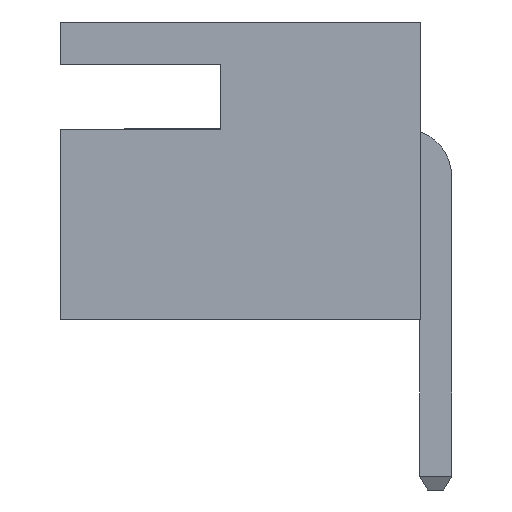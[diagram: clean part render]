
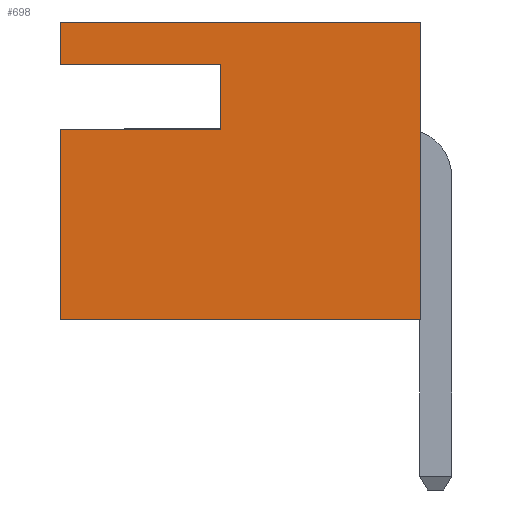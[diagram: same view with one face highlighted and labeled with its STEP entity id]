
A CAD part, left-side view. The second image highlights one B-rep face of the part: STEP entity #698.
In plain terms, the highlighted planar face has unit normal (-1, 0, 0).
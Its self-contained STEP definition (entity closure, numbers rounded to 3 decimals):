
#698=ADVANCED_FACE('',(#1411),#1413,.T.);
#1411=FACE_BOUND('',#1412,.T.);
#1412=EDGE_LOOP('',(#1988,#1989,#1990,#1991,#1992,#1993,#1994,#1995));
#1413=PLANE('',#1414);
#1414=AXIS2_PLACEMENT_3D('',#1415,#1416,#1417);
#1415=CARTESIAN_POINT('',(-2.55,0.,0.));
#1416=DIRECTION('',(-1.,0.,0.));
#1417=DIRECTION('',(0.,0.,-1.));
#1988=ORIENTED_EDGE('',*,*,#2373,.T.);
#1989=ORIENTED_EDGE('',*,*,#2374,.T.);
#1990=ORIENTED_EDGE('',*,*,#2282,.T.);
#1991=ORIENTED_EDGE('',*,*,#2375,.T.);
#1992=ORIENTED_EDGE('',*,*,#2251,.T.);
#1993=ORIENTED_EDGE('',*,*,#2372,.T.);
#1994=ORIENTED_EDGE('',*,*,#2376,.T.);
#1995=ORIENTED_EDGE('',*,*,#2377,.T.);
#2251=EDGE_CURVE('',#2532,#2530,#2533,.T.);
#2282=EDGE_CURVE('',#2587,#2585,#2588,.T.);
#2372=EDGE_CURVE('',#2530,#2724,#2726,.T.);
#2373=EDGE_CURVE('',#2727,#2728,#2729,.F.);
#2374=EDGE_CURVE('',#2728,#2587,#2730,.T.);
#2375=EDGE_CURVE('',#2585,#2532,#2731,.T.);
#2376=EDGE_CURVE('',#2724,#2732,#2733,.F.);
#2377=EDGE_CURVE('',#2732,#2727,#2734,.F.);
#2530=VERTEX_POINT('',#3003);
#2532=VERTEX_POINT('',#3007);
#2533=LINE('',#3008,#3009);
#2585=VERTEX_POINT('',#3120);
#2587=VERTEX_POINT('',#3124);
#2588=LINE('',#3125,#3126);
#2724=VERTEX_POINT('',#3439);
#2726=LINE('',#3443,#3444);
#2727=VERTEX_POINT('',#3446);
#2728=VERTEX_POINT('',#3447);
#2729=LINE('',#3448,#3449);
#2730=LINE('',#3451,#3452);
#2731=LINE('',#3454,#3455);
#2732=VERTEX_POINT('',#3457);
#2733=LINE('',#3458,#3459);
#2734=LINE('',#3461,#3462);
#3003=CARTESIAN_POINT('',(-2.55,7.5,5.95));
#3007=CARTESIAN_POINT('',(-2.55,0.3,5.95));
#3008=CARTESIAN_POINT('',(-2.55,0.3,5.95));
#3009=VECTOR('',#3010,1.);
#3010=DIRECTION('',(0.,1.,0.));
#3120=CARTESIAN_POINT('',(-2.55,0.3,0.));
#3124=CARTESIAN_POINT('',(-2.55,7.5,0.));
#3125=CARTESIAN_POINT('',(-2.55,7.5,0.));
#3126=VECTOR('',#3127,1.);
#3127=DIRECTION('',(0.,-1.,0.));
#3439=CARTESIAN_POINT('',(-2.55,7.5,5.1));
#3443=CARTESIAN_POINT('',(-2.55,7.5,5.95));
#3444=VECTOR('',#3445,1.);
#3445=DIRECTION('',(0.,0.,-1.));
#3446=CARTESIAN_POINT('',(-2.55,4.3,3.8));
#3447=CARTESIAN_POINT('',(-2.55,7.5,3.8));
#3448=CARTESIAN_POINT('',(-2.55,7.5,3.8));
#3449=VECTOR('',#3450,1.);
#3450=DIRECTION('',(0.,-1.,0.));
#3451=CARTESIAN_POINT('',(-2.55,7.5,3.8));
#3452=VECTOR('',#3453,1.);
#3453=DIRECTION('',(0.,0.,-1.));
#3454=CARTESIAN_POINT('',(-2.55,0.3,0.));
#3455=VECTOR('',#3456,1.);
#3456=DIRECTION('',(0.,0.,1.));
#3457=CARTESIAN_POINT('',(-2.55,4.3,5.1));
#3458=CARTESIAN_POINT('',(-2.55,4.3,5.1));
#3459=VECTOR('',#3460,1.);
#3460=DIRECTION('',(0.,1.,0.));
#3461=CARTESIAN_POINT('',(-2.55,4.3,3.8));
#3462=VECTOR('',#3463,1.);
#3463=DIRECTION('',(0.,0.,1.));
